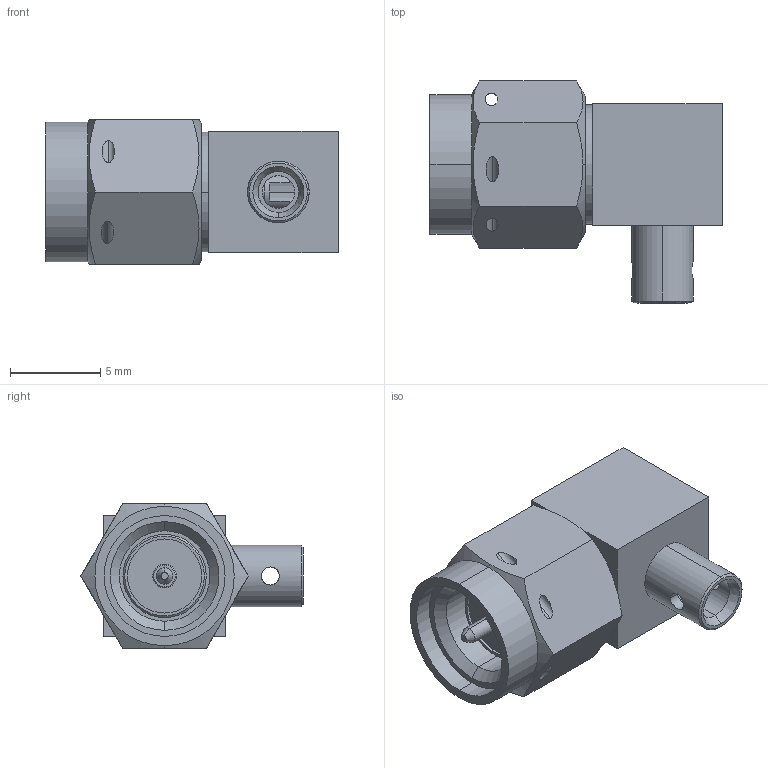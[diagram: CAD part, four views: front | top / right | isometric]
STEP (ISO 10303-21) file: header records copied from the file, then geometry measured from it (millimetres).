
FILE_DESCRIPTION (( 'STEP AP214' ), '1' );
FILE_NAME ('!ÔÈÌÄ.434521.008 Âèëêà êàáåëüíàÿ óãëîâàÿ.STEP', '2024-07-31T08:57:12', ( '' ), ( '' ), 'SwSTEP 2.0', 'SolidWorks 2018', '' );
FILE_SCHEMA (( 'AUTOMOTIVE_DESIGN' ));
Length unit declared in the file: millimetre
Products named in the file (2): !ÔÈÌÄ.434521.008 Âèëêà êàáåëüíàÿ óãëîâàÿ; Äåòàëü45^ÔÈÌÄ.434521.008 Âèëêà êàáåëüíàÿ óãëîâàÿ
Assembly tree (1 placements, depth 2):
  !ÔÈÌÄ.434521.008 Âèëêà êàáåëüíàÿ óãëîâàÿ
    Äåòàëü45^ÔÈÌÄ.434521.008 Âèëêà êàáåëüíàÿ óãëîâàÿ
Bounding box: 16.15 x 12.27 x 8 mm (x, y, z)
Volume: 627.4 mm3; surface area: 1028.6 mm2
Topology: 1 solids, 5 shells, 136 faces, 312 edges, 203 vertices
Faces by surface type: cylinder 62, plane 38, cone 22, sphere 14
Entity records: 4222 total; most frequent: CARTESIAN_POINT 1003, DIRECTION 684, ORIENTED_EDGE 624, EDGE_CURVE 312, AXIS2_PLACEMENT_3D 286, VERTEX_POINT 203, EDGE_LOOP 169, CIRCLE 146
